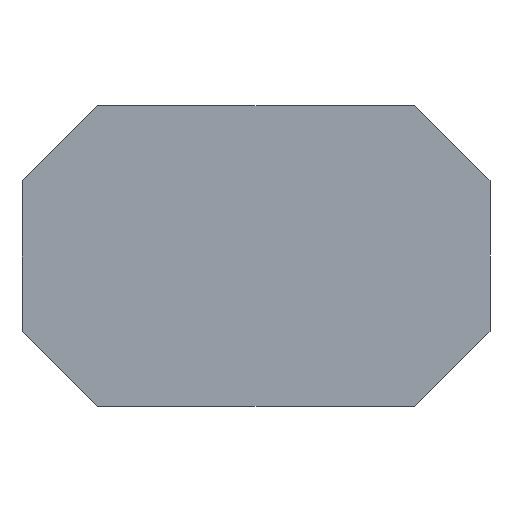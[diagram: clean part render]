
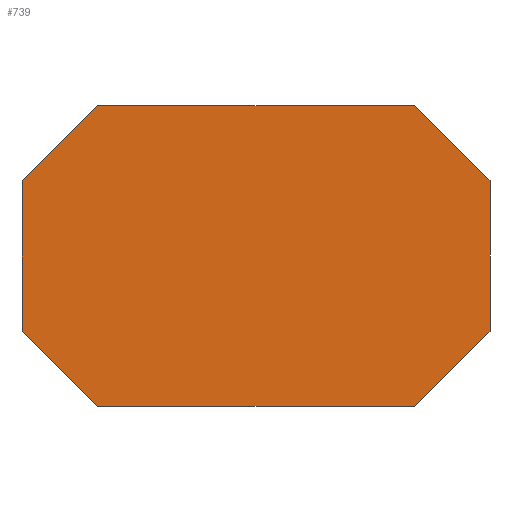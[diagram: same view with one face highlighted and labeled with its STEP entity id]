
A CAD part, front view. The second image highlights one B-rep face of the part: STEP entity #739.
In plain terms, the highlighted planar face has unit normal (0, -1, 0).
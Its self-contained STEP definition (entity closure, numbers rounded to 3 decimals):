
#13 = VERTEX_POINT ( 'NONE', #1582 ) ;
#16 = VERTEX_POINT ( 'NONE', #1151 ) ;
#28 = CARTESIAN_POINT ( 'NONE',  ( -85., 0., -90. ) ) ;
#35 = DIRECTION ( 'NONE',  ( 0., 0., -1. ) ) ;
#86 = ORIENTED_EDGE ( 'NONE', *, *, #1781, .F. ) ;
#88 = CARTESIAN_POINT ( 'NONE',  ( 140., 0., -45. ) ) ;
#100 = CARTESIAN_POINT ( 'NONE',  ( -125., 0., 60. ) ) ;
#118 = CARTESIAN_POINT ( 'NONE',  ( -95., 0., 90. ) ) ;
#202 = CARTESIAN_POINT ( 'NONE',  ( 95., 0., 90. ) ) ;
#215 = LINE ( 'NONE', #522, #553 ) ;
#225 = ORIENTED_EDGE ( 'NONE', *, *, #1814, .T. ) ;
#228 = VECTOR ( 'NONE', #1222, 1000. ) ;
#229 = CARTESIAN_POINT ( 'NONE',  ( 140., 0., 90. ) ) ;
#237 = LINE ( 'NONE', #100, #1183 ) ;
#302 = CARTESIAN_POINT ( 'NONE',  ( -95., 0., -90. ) ) ;
#310 = CARTESIAN_POINT ( 'NONE',  ( 140., 0., 45. ) ) ;
#325 = VERTEX_POINT ( 'NONE', #1612 ) ;
#331 = PLANE ( 'NONE',  #466 ) ;
#343 = VERTEX_POINT ( 'NONE', #1812 ) ;
#371 = LINE ( 'NONE', #202, #228 ) ;
#378 = VERTEX_POINT ( 'NONE', #906 ) ;
#381 = EDGE_CURVE ( 'NONE', #343, #1294, #371, .T. ) ;
#382 = VECTOR ( 'NONE', #433, 1000. ) ;
#388 = CARTESIAN_POINT ( 'NONE',  ( -95., 0., 90. ) ) ;
#394 = ORIENTED_EDGE ( 'NONE', *, *, #476, .F. ) ;
#411 = EDGE_CURVE ( 'NONE', #378, #1774, #215, .T. ) ;
#417 = VERTEX_POINT ( 'NONE', #1397 ) ;
#433 = DIRECTION ( 'NONE',  ( -0.707, 0., 0.707 ) ) ;
#435 = EDGE_CURVE ( 'NONE', #1774, #911, #237, .T. ) ;
#439 = EDGE_CURVE ( 'NONE', #13, #1237, #1242, .T. ) ;
#447 = VECTOR ( 'NONE', #657, 1000. ) ;
#450 = EDGE_CURVE ( 'NONE', #1567, #13, #918, .T. ) ;
#461 = LINE ( 'NONE', #310, #1153 ) ;
#466 = AXIS2_PLACEMENT_3D ( 'NONE', #592, #894, #1165 ) ;
#474 = EDGE_LOOP ( 'NONE', ( #394, #225, #86, #1539, #1477, #1517, #783, #1476, #902, #651, #889, #521 ) ) ;
#476 = EDGE_CURVE ( 'NONE', #417, #343, #559, .T. ) ;
#485 = VECTOR ( 'NONE', #635, 1000. ) ;
#521 = ORIENTED_EDGE ( 'NONE', *, *, #381, .F. ) ;
#522 = CARTESIAN_POINT ( 'NONE',  ( -140., 0., -45. ) ) ;
#553 = VECTOR ( 'NONE', #1534, 1000. ) ;
#559 = LINE ( 'NONE', #118, #1353 ) ;
#592 = CARTESIAN_POINT ( 'NONE',  ( 0., 0., 0. ) ) ;
#630 = EDGE_CURVE ( 'NONE', #16, #378, #736, .T. ) ;
#634 = VECTOR ( 'NONE', #1504, 1000. ) ;
#635 = DIRECTION ( 'NONE',  ( 1., 0., 0. ) ) ;
#651 = ORIENTED_EDGE ( 'NONE', *, *, #898, .F. ) ;
#657 = DIRECTION ( 'NONE',  ( -0.707, 0., -0.707 ) ) ;
#669 = CARTESIAN_POINT ( 'NONE',  ( 140., 0., -90. ) ) ;
#673 = VECTOR ( 'NONE', #927, 1000. ) ;
#709 = CARTESIAN_POINT ( 'NONE',  ( 95., 0., -90. ) ) ;
#736 = LINE ( 'NONE', #302, #382 ) ;
#739 = ADVANCED_FACE ( 'NONE', ( #1629 ), #331, .F. ) ;
#746 = LINE ( 'NONE', #1765, #673 ) ;
#777 = DIRECTION ( 'NONE',  ( -1., 0., 0. ) ) ;
#783 = ORIENTED_EDGE ( 'NONE', *, *, #1346, .F. ) ;
#792 = VECTOR ( 'NONE', #1830, 1000. ) ;
#801 = DIRECTION ( 'NONE',  ( 0.707, 0., 0.707 ) ) ;
#803 = CARTESIAN_POINT ( 'NONE',  ( -140., 0., 45. ) ) ;
#838 = DIRECTION ( 'NONE',  ( 1., 0., 0. ) ) ;
#889 = ORIENTED_EDGE ( 'NONE', *, *, #1304, .F. ) ;
#894 = DIRECTION ( 'NONE',  ( 0., 1., 0. ) ) ;
#898 = EDGE_CURVE ( 'NONE', #1665, #1567, #1669, .T. ) ;
#902 = ORIENTED_EDGE ( 'NONE', *, *, #450, .F. ) ;
#906 = CARTESIAN_POINT ( 'NONE',  ( -140., 0., -45. ) ) ;
#911 = VERTEX_POINT ( 'NONE', #388 ) ;
#918 = LINE ( 'NONE', #1512, #1281 ) ;
#927 = DIRECTION ( 'NONE',  ( -1., 0., 0. ) ) ;
#1027 = CARTESIAN_POINT ( 'NONE',  ( 140., 0., -45. ) ) ;
#1106 = CARTESIAN_POINT ( 'NONE',  ( -95., 0., 90. ) ) ;
#1151 = CARTESIAN_POINT ( 'NONE',  ( -95., 0., -90. ) ) ;
#1153 = VECTOR ( 'NONE', #35, 1000. ) ;
#1165 = DIRECTION ( 'NONE',  ( 0., 0., 1. ) ) ;
#1183 = VECTOR ( 'NONE', #801, 1000. ) ;
#1222 = DIRECTION ( 'NONE',  ( 0.707, 0., -0.707 ) ) ;
#1237 = VERTEX_POINT ( 'NONE', #28 ) ;
#1242 = LINE ( 'NONE', #669, #792 ) ;
#1281 = VECTOR ( 'NONE', #777, 1000. ) ;
#1294 = VERTEX_POINT ( 'NONE', #1623 ) ;
#1304 = EDGE_CURVE ( 'NONE', #1294, #1665, #461, .T. ) ;
#1346 = EDGE_CURVE ( 'NONE', #1237, #16, #746, .T. ) ;
#1353 = VECTOR ( 'NONE', #838, 1000. ) ;
#1397 = CARTESIAN_POINT ( 'NONE',  ( 85., 0., 90. ) ) ;
#1476 = ORIENTED_EDGE ( 'NONE', *, *, #439, .F. ) ;
#1477 = ORIENTED_EDGE ( 'NONE', *, *, #411, .F. ) ;
#1504 = DIRECTION ( 'NONE',  ( -1., 0., 0. ) ) ;
#1512 = CARTESIAN_POINT ( 'NONE',  ( 95., 0., -90. ) ) ;
#1517 = ORIENTED_EDGE ( 'NONE', *, *, #630, .F. ) ;
#1534 = DIRECTION ( 'NONE',  ( 0., 0., 1. ) ) ;
#1539 = ORIENTED_EDGE ( 'NONE', *, *, #435, .F. ) ;
#1567 = VERTEX_POINT ( 'NONE', #709 ) ;
#1582 = CARTESIAN_POINT ( 'NONE',  ( 85., 0., -90. ) ) ;
#1612 = CARTESIAN_POINT ( 'NONE',  ( -85., 0., 90. ) ) ;
#1623 = CARTESIAN_POINT ( 'NONE',  ( 140., 0., 45. ) ) ;
#1629 = FACE_OUTER_BOUND ( 'NONE', #474, .T. ) ;
#1655 = LINE ( 'NONE', #229, #634 ) ;
#1665 = VERTEX_POINT ( 'NONE', #1027 ) ;
#1669 = LINE ( 'NONE', #88, #447 ) ;
#1765 = CARTESIAN_POINT ( 'NONE',  ( 95., 0., -90. ) ) ;
#1774 = VERTEX_POINT ( 'NONE', #803 ) ;
#1781 = EDGE_CURVE ( 'NONE', #911, #325, #1804, .T. ) ;
#1804 = LINE ( 'NONE', #1106, #485 ) ;
#1812 = CARTESIAN_POINT ( 'NONE',  ( 95., 0., 90. ) ) ;
#1814 = EDGE_CURVE ( 'NONE', #417, #325, #1655, .T. ) ;
#1830 = DIRECTION ( 'NONE',  ( -1., 0., 0. ) ) ;
